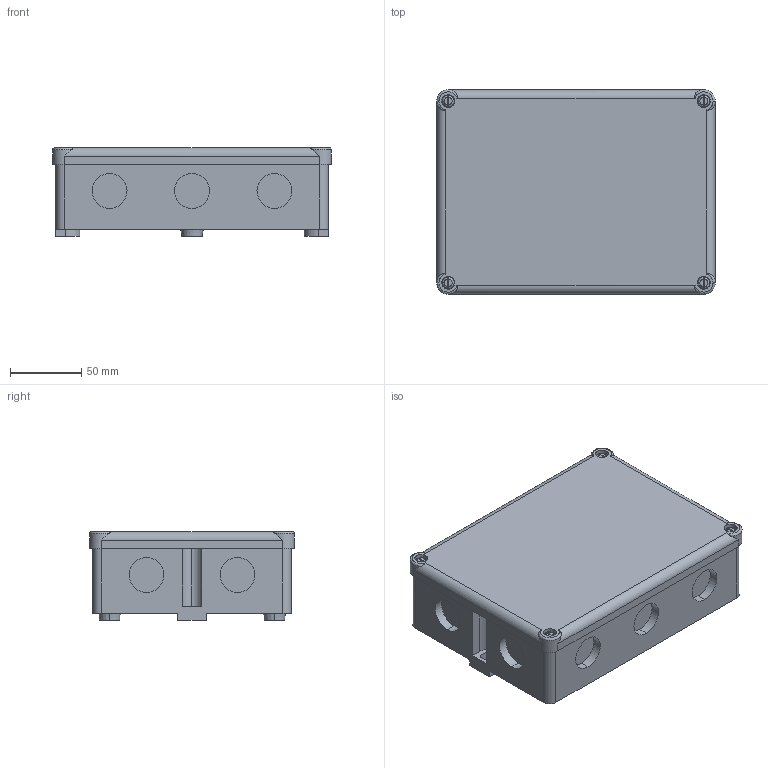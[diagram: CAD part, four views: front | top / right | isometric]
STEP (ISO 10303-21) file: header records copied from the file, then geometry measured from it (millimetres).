
FILE_DESCRIPTION (( 'STEP AP214' ), '1' );
FILE_NAME ('2002507.stp', '2017-09-29T11:53:19', ( '' ), ( '' ), 'SwSTEP 2.0', 'SolidWorks 2016', '' );
FILE_SCHEMA (( 'AUTOMOTIVE_DESIGN' ));
Length unit declared in the file: millimetre
Products named in the file (17): Kabelabzweigkasten_B12M_Katal..1; Deckel_B12_Katal_S_vg; Unterteil_B12_Katal; Deckeldichtung_B12_Katal.; Schraube_M4; Schraube_M4.1; Schraube_M4.1.1; Schraube_M4.1.1.1; EK122; 017642_Standard.1; EK122-01_Standard; 35010975_Standard.2; EK122-02_Standard.3; EK122-02-01_Standard; WNF-6506_6x20; EK122-02-02_Standard; 2002507
Assembly tree (25 placements, depth 5):
  2002507
    Kabelabzweigkasten_B12M_Katal..1
      EK122
        EK122-02_Standard.3  x5
          EK122-02-02_Standard
          WNF-6506_6x20
          EK122-02-01_Standard
        35010975_Standard.2  x5
        EK122-01_Standard
        017642_Standard.1  x2
      Schraube_M4.1.1.1
      Schraube_M4.1.1
      Schraube_M4.1
      Schraube_M4
      Deckeldichtung_B12_Katal.
      Unterteil_B12_Katal
      Deckel_B12_Katal_S_vg
Bounding box: 196 x 144 x 62.5 mm (x, y, z)
Volume: 417018 mm3; surface area: 249966.9 mm2
Topology: 30 solids, 30 shells, 1076 faces, 2831 edges, 1859 vertices
Faces by surface type: plane 572, cylinder 342, bspline 110, cone 52
Entity records: 34775 total; most frequent: CARTESIAN_POINT 7532, ORIENTED_EDGE 3912, DIRECTION 3824, EDGE_CURVE 1956, AXIS2_PLACEMENT_3D 1324, VERTEX_POINT 1285, VECTOR 1176, LINE 1176
